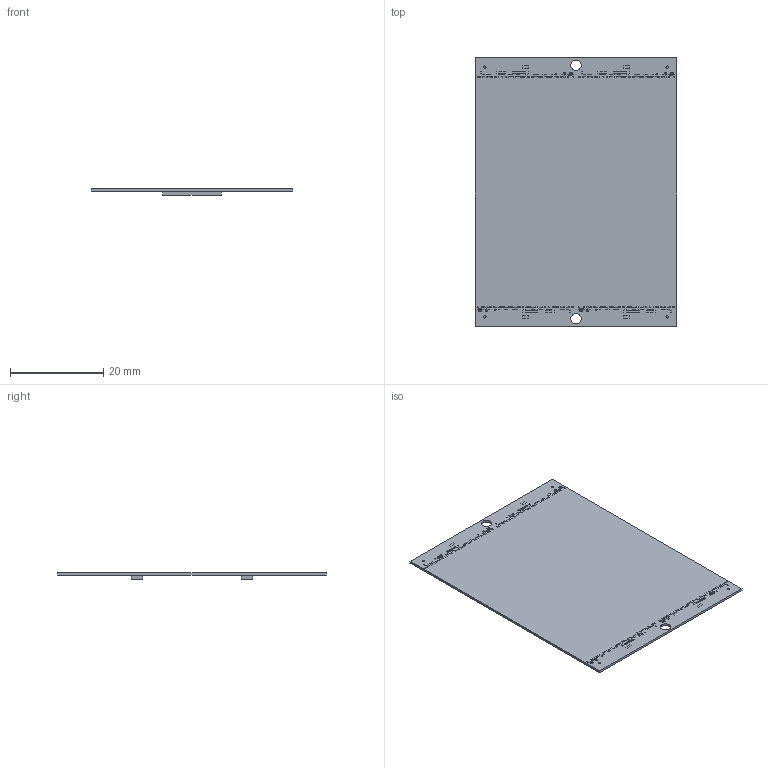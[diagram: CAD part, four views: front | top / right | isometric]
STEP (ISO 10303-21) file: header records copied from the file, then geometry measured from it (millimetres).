
FILE_DESCRIPTION(('FreeCAD Model'),'2;1');
FILE_NAME('Open CASCADE Shape Model','2022-07-07T08:51:38',('Author'),( ''),'Open CASCADE STEP processor 7.5','FreeCAD','Unknown');
FILE_SCHEMA(('AUTOMOTIVE_DESIGN { 1 0 10303 214 1 1 1 1 }'));
Length unit declared in the file: millimetre
Products named in the file (10): etl_module_pcb_mockup_v3p2; Board_Geoms_2cc4; Local_CS_2cc4; Pcb_2cc4; PCB_Sketch_2cc4; topPads_2cc4; botPads_2cc4; Step_Models_2cc4; Bot_2cc4; J2_WP7B-S050VA1-R8000_613027AA
Assembly tree (10 placements, depth 4):
  etl_module_pcb_mockup_v3p2
    Board_Geoms_2cc4
      Local_CS_2cc4
      Pcb_2cc4
      PCB_Sketch_2cc4
      topPads_2cc4
      botPads_2cc4
    Step_Models_2cc4
      Bot_2cc4
        J2_WP7B-S050VA1-R8000_613027AA  x2
Bounding box: 43.1 x 57.5 x 1.42 mm (x, y, z)
Volume: 1286.8 mm3; surface area: 5297.3 mm2
Topology: 111 solids, 467 shells, 1024 faces, 2818 edges, 2376 vertices
Faces by surface type: plane 1022, cylinder 2
Full cylindrical faces by diameter (mm): 2.2 x2
Entity records: 47150 total; most frequent: CARTESIAN_POINT 7943, DIRECTION 6404, LINE 4878, VECTOR 4878, ORIENTED_EDGE 2832, PCURVE 2832, DEFINITIONAL_REPRESENTATION 2832, EDGE_CURVE 2154
